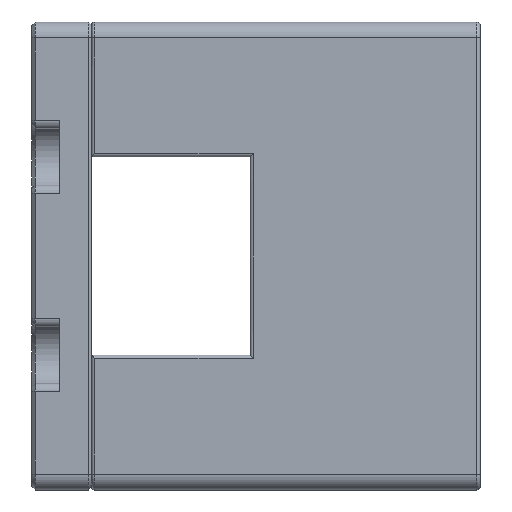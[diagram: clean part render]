
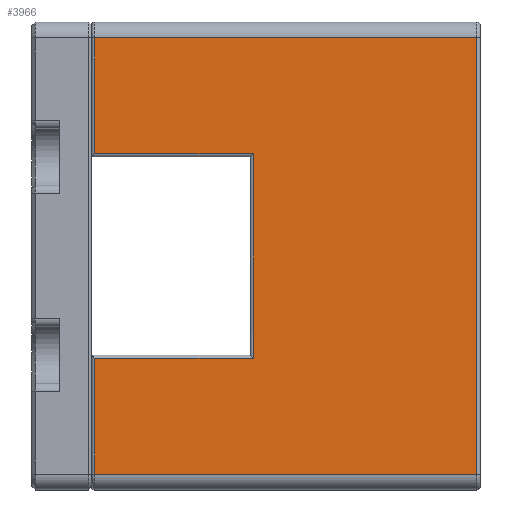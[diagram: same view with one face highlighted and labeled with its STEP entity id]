
A CAD part, left-side view. The second image highlights one B-rep face of the part: STEP entity #3966.
In plain terms, the highlighted planar face has unit normal (-1, 0, 0).
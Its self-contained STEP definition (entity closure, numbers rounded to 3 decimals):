
#319=PLANE('',#4311);
#465=FACE_OUTER_BOUND('',#717,.T.);
#717=EDGE_LOOP('',(#2976,#2977,#2978,#2979,#2980,#2981,#2982,#2983));
#1047=LINE('',#6267,#1408);
#1049=LINE('',#6276,#1410);
#1053=LINE('',#6302,#1414);
#1056=LINE('',#6311,#1417);
#1061=LINE('',#6332,#1422);
#1062=LINE('',#6337,#1423);
#1074=LINE('',#6391,#1435);
#1076=LINE('',#6396,#1437);
#1408=VECTOR('',#4934,10.);
#1410=VECTOR('',#4942,10.);
#1414=VECTOR('',#4976,10.);
#1417=VECTOR('',#4987,10.);
#1422=VECTOR('',#5016,10.);
#1423=VECTOR('',#5023,10.);
#1435=VECTOR('',#5087,10.);
#1437=VECTOR('',#5095,10.);
#1784=VERTEX_POINT('',#6265);
#1785=VERTEX_POINT('',#6266);
#1788=VERTEX_POINT('',#6274);
#1789=VERTEX_POINT('',#6275);
#1796=VERTEX_POINT('',#6301);
#1801=VERTEX_POINT('',#6325);
#1803=VERTEX_POINT('',#6336);
#1818=VERTEX_POINT('',#6384);
#2180=EDGE_CURVE('',#1784,#1785,#1047,.T.);
#2184=EDGE_CURVE('',#1788,#1789,#1049,.T.);
#2198=EDGE_CURVE('',#1796,#1788,#1053,.T.);
#2203=EDGE_CURVE('',#1785,#1796,#1056,.T.);
#2215=EDGE_CURVE('',#1801,#1784,#1061,.T.);
#2217=EDGE_CURVE('',#1789,#1803,#1062,.T.);
#2245=EDGE_CURVE('',#1803,#1818,#1074,.T.);
#2248=EDGE_CURVE('',#1818,#1801,#1076,.T.);
#2976=ORIENTED_EDGE('',*,*,#2215,.F.);
#2977=ORIENTED_EDGE('',*,*,#2248,.F.);
#2978=ORIENTED_EDGE('',*,*,#2245,.F.);
#2979=ORIENTED_EDGE('',*,*,#2217,.F.);
#2980=ORIENTED_EDGE('',*,*,#2184,.F.);
#2981=ORIENTED_EDGE('',*,*,#2198,.F.);
#2982=ORIENTED_EDGE('',*,*,#2203,.F.);
#2983=ORIENTED_EDGE('',*,*,#2180,.F.);
#3966=ADVANCED_FACE('',(#465),#319,.T.);
#4311=AXIS2_PLACEMENT_3D('',#6397,#5096,#5097);
#4934=DIRECTION('',(0.,-1.,0.));
#4942=DIRECTION('',(0.,0.,1.));
#4976=DIRECTION('',(0.,1.,0.));
#4987=DIRECTION('',(0.,0.,1.));
#5016=DIRECTION('',(0.,0.,1.));
#5023=DIRECTION('',(0.,-1.,0.));
#5087=DIRECTION('',(0.,0.,-1.));
#5095=DIRECTION('',(0.,1.,0.));
#5096=DIRECTION('center_axis',(-1.,0.,0.));
#5097=DIRECTION('ref_axis',(0.,0.,1.));
#6265=CARTESIAN_POINT('',(-16.,57.1,-12.9));
#6266=CARTESIAN_POINT('',(-16.,37.1,-12.9));
#6267=CARTESIAN_POINT('',(-16.,33.,-12.9));
#6274=CARTESIAN_POINT('',(-16.,57.1,12.9));
#6275=CARTESIAN_POINT('',(-16.,57.1,27.5));
#6276=CARTESIAN_POINT('',(-16.,57.1,-14.75));
#6301=CARTESIAN_POINT('',(-16.,37.1,12.9));
#6302=CARTESIAN_POINT('',(-16.,33.,12.9));
#6311=CARTESIAN_POINT('',(-16.,37.1,-14.75));
#6325=CARTESIAN_POINT('',(-16.,57.1,-27.5));
#6332=CARTESIAN_POINT('',(-16.,57.1,-14.75));
#6336=CARTESIAN_POINT('',(-16.,8.9,27.5));
#6337=CARTESIAN_POINT('',(-16.,8.5,27.5));
#6384=CARTESIAN_POINT('',(-16.,8.9,-27.5));
#6391=CARTESIAN_POINT('',(-16.,8.9,-14.75));
#6396=CARTESIAN_POINT('',(-16.,8.5,-27.5));
#6397=CARTESIAN_POINT('Origin',(-16.,8.5,-29.5));
